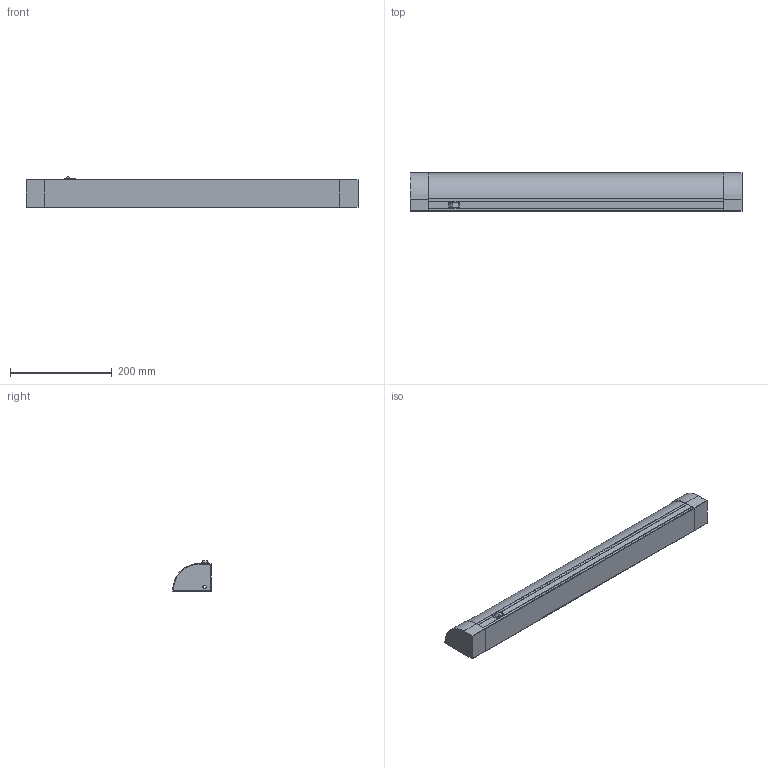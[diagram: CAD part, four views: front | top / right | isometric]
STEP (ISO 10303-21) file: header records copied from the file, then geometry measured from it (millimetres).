
FILE_DESCRIPTION (( 'STEP AP203' ), '1' );
FILE_NAME ('LLPO0-3018-1-18-K01 Ñâåòèëüíèê ËÏÎ3018 18Âò 230Â T8_G13 ÈÝÊ.STEP', '2017-07-06T08:02:49', ( '' ), ( '' ), 'SwSTEP 2.0', 'SolidWorks 2014', '' );
FILE_SCHEMA (( 'CONFIG_CONTROL_DESIGN' ));
Length unit declared in the file: millimetre
Products named in the file (1): LLPO0-3018-1-18-K01 Ñâåòèëüíèê ËÏÎ3018 18Âò 230Â T8_G13 ÈÝÊ
Bounding box: 654 x 76 x 60.96 mm (x, y, z)
Volume: 552052.1 mm3; surface area: 439010.8 mm2
Topology: 2 solids, 2 shells, 188 faces, 502 edges, 319 vertices
Faces by surface type: plane 128, cylinder 56, bspline 4
Full cylindrical faces by diameter (mm): 6.5 x2, 26 x1
Entity records: 6037 total; most frequent: CARTESIAN_POINT 1229, ORIENTED_EDGE 996, DIRECTION 964, EDGE_CURVE 498, VECTOR 378, LINE 378, VERTEX_POINT 318, AXIS2_PLACEMENT_3D 293
